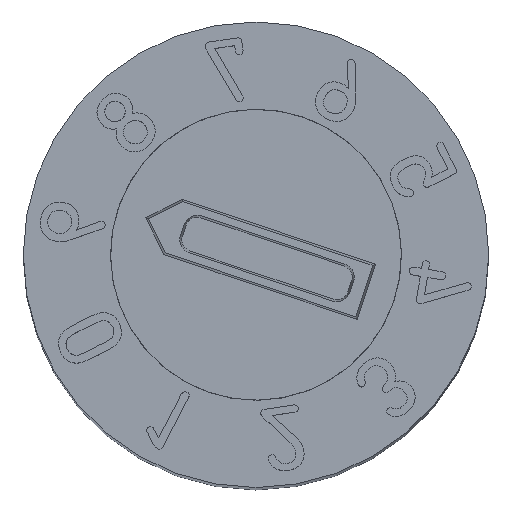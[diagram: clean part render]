
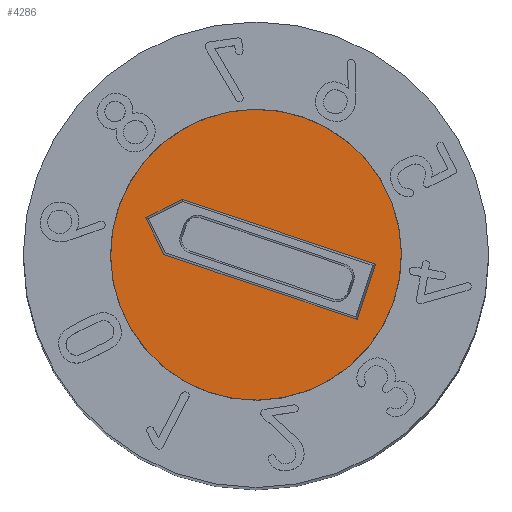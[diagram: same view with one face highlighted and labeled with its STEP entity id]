
A CAD part, top view. The second image highlights one B-rep face of the part: STEP entity #4286.
In plain terms, the highlighted planar face has unit normal (0, 0, 1).
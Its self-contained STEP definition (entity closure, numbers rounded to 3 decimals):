
#69=CIRCLE('',#4464,1.25);
#97=FACE_BOUND('',#659,.T.);
#172=PLANE('',#4463);
#403=FACE_OUTER_BOUND('',#658,.T.);
#658=EDGE_LOOP('',(#3879));
#659=EDGE_LOOP('',(#3880,#3881,#3882,#3883,#3884));
#972=LINE('',#8196,#1292);
#976=LINE('',#8203,#1296);
#979=LINE('',#8209,#1299);
#982=LINE('',#8215,#1302);
#984=LINE('',#8218,#1304);
#1292=VECTOR('',#5002,10.);
#1296=VECTOR('',#5008,10.);
#1299=VECTOR('',#5013,10.);
#1302=VECTOR('',#5018,10.);
#1304=VECTOR('',#5022,10.);
#1997=VERTEX_POINT('',#8193);
#1998=VERTEX_POINT('',#8195);
#2000=VERTEX_POINT('',#8201);
#2002=VERTEX_POINT('',#8207);
#2004=VERTEX_POINT('',#8213);
#2005=VERTEX_POINT('',#8221);
#2622=EDGE_CURVE('',#1998,#1997,#972,.T.);
#2626=EDGE_CURVE('',#1997,#2000,#976,.T.);
#2629=EDGE_CURVE('',#2000,#2002,#979,.T.);
#2632=EDGE_CURVE('',#2002,#2004,#982,.T.);
#2634=EDGE_CURVE('',#2004,#1998,#984,.T.);
#2635=EDGE_CURVE('',#2005,#2005,#69,.T.);
#3879=ORIENTED_EDGE('',*,*,#2635,.F.);
#3880=ORIENTED_EDGE('',*,*,#2622,.T.);
#3881=ORIENTED_EDGE('',*,*,#2626,.T.);
#3882=ORIENTED_EDGE('',*,*,#2629,.T.);
#3883=ORIENTED_EDGE('',*,*,#2632,.T.);
#3884=ORIENTED_EDGE('',*,*,#2634,.T.);
#4286=ADVANCED_FACE('',(#403,#97),#172,.F.);
#4463=AXIS2_PLACEMENT_3D('',#8220,#5025,#5026);
#4464=AXIS2_PLACEMENT_3D('',#8222,#5027,#5028);
#5002=DIRECTION('',(-0.707,-0.707,0.));
#5008=DIRECTION('',(-0.707,0.707,0.));
#5013=DIRECTION('',(0.,1.,0.));
#5018=DIRECTION('',(1.,0.,0.));
#5022=DIRECTION('',(0.,-1.,0.));
#5025=DIRECTION('center_axis',(0.,0.,-1.));
#5026=DIRECTION('ref_axis',(-1.,0.,0.));
#5027=DIRECTION('center_axis',(0.,0.,-1.));
#5028=DIRECTION('ref_axis',(-1.,0.,0.));
#8193=CARTESIAN_POINT('',(0.,-1.,2.3));
#8195=CARTESIAN_POINT('',(0.25,-0.75,2.3));
#8196=CARTESIAN_POINT('',(0.375,-0.625,2.3));
#8201=CARTESIAN_POINT('',(-0.25,-0.75,2.3));
#8203=CARTESIAN_POINT('',(-0.25,-0.75,2.3));
#8207=CARTESIAN_POINT('',(-0.25,1.,2.3));
#8209=CARTESIAN_POINT('',(-0.25,-0.375,2.3));
#8213=CARTESIAN_POINT('',(0.25,1.,2.3));
#8215=CARTESIAN_POINT('',(-0.125,1.,2.3));
#8218=CARTESIAN_POINT('',(0.25,0.5,2.3));
#8220=CARTESIAN_POINT('Origin',(0.,0.,2.3));
#8221=CARTESIAN_POINT('',(1.25,0.,2.3));
#8222=CARTESIAN_POINT('Origin',(0.,0.,2.3));
